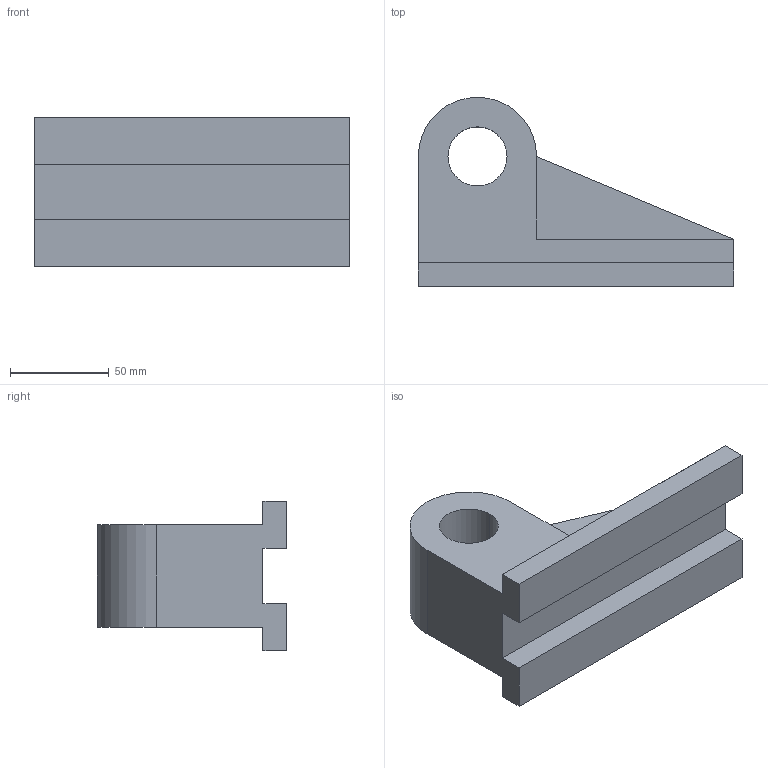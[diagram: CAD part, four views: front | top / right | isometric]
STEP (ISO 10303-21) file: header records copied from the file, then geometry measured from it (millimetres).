
FILE_DESCRIPTION (( 'STEP AP214' ), '1' );
FILE_NAME ('Cradle_Support_Guide.step', '2026-01-18T12:41:16', ( '' ), ( '' ), 'SwSTEP 2.0', 'SolidWorks 2025', '' );
FILE_SCHEMA (( 'AUTOMOTIVE_DESIGN' ));
Length unit declared in the file: millimetre
Products named in the file (1): Cradle_Support_Guide
Bounding box: 160 x 96 x 76 mm (x, y, z)
Volume: 384996.6 mm3; surface area: 59541 mm2
Topology: 1 solids, 1 shells, 23 faces, 59 edges, 38 vertices
Faces by surface type: plane 20, cylinder 3
Entity records: 714 total; most frequent: CARTESIAN_POINT 121, ORIENTED_EDGE 118, DIRECTION 113, EDGE_CURVE 59, LINE 53, VECTOR 53, VERTEX_POINT 38, AXIS2_PLACEMENT_3D 30
